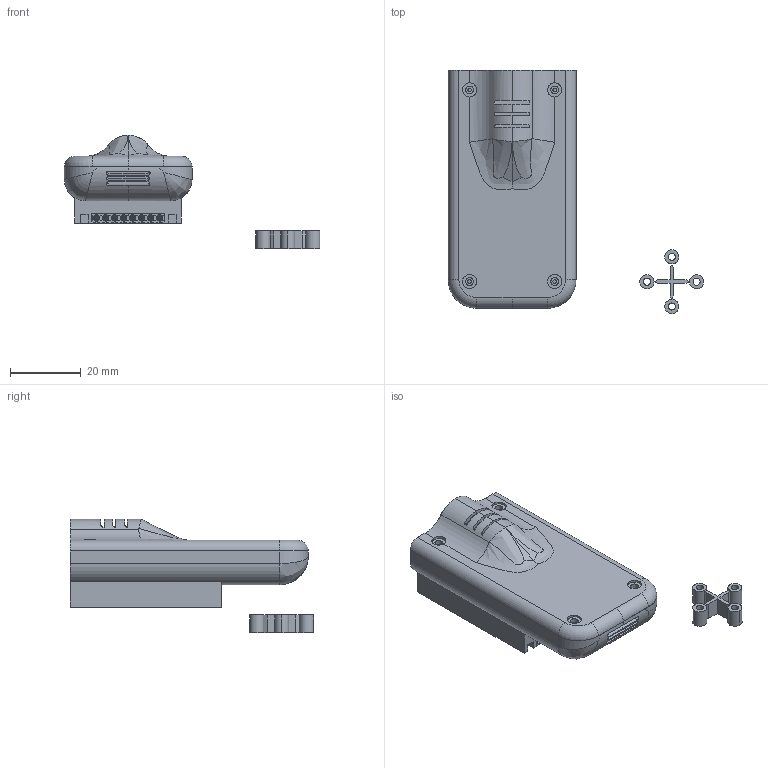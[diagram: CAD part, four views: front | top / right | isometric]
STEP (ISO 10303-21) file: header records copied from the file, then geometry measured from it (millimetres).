
FILE_DESCRIPTION(/* description */ (''),/* implementation_level */ '2;1');
FILE_NAME(/* name */ 'skonk elrs tango2 case pla version v13.step',/* time_stamp */ '2021-05-08T01:04:22+10:00',/* author */ (''),/* organization */ (''),/* preprocessor_version */ 'ST-DEVELOPER v18.1',/* originating_system */ 'Autodesk Translation Framework v10.6.0.1341',/* authorisation */ '');
FILE_SCHEMA (('AUTOMOTIVE_DESIGN { 1 0 10303 214 3 1 1 }'));
Length unit declared in the file: millimetre
Products named in the file (2): skonk elrs tango2 case pla version; SCSL-8
Assembly tree (1 placements, depth 2):
  skonk elrs tango2 case pla version
    SCSL-8
Bounding box: 72 x 68.5 x 31.9 mm (x, y, z)
Volume: 14578.8 mm3; surface area: 17208.6 mm2
Topology: 24 solids, 24 shells, 692 faces, 1740 edges, 1088 vertices
Faces by surface type: plane 413, cylinder 149, cone 88, bspline 32, sphere 8, torus 2
Full cylindrical faces by diameter (mm): 0.5 x8, 0.8 x8, 1 x20, 1.3 x16, 1.8 x16, 2 x4, 4 x4
Entity records: 23812 total; most frequent: CARTESIAN_POINT 7024, ORIENTED_EDGE 3444, DIRECTION 3364, EDGE_CURVE 1722, AXIS2_PLACEMENT_3D 1204, VERTEX_POINT 1088, LINE 956, VECTOR 956
